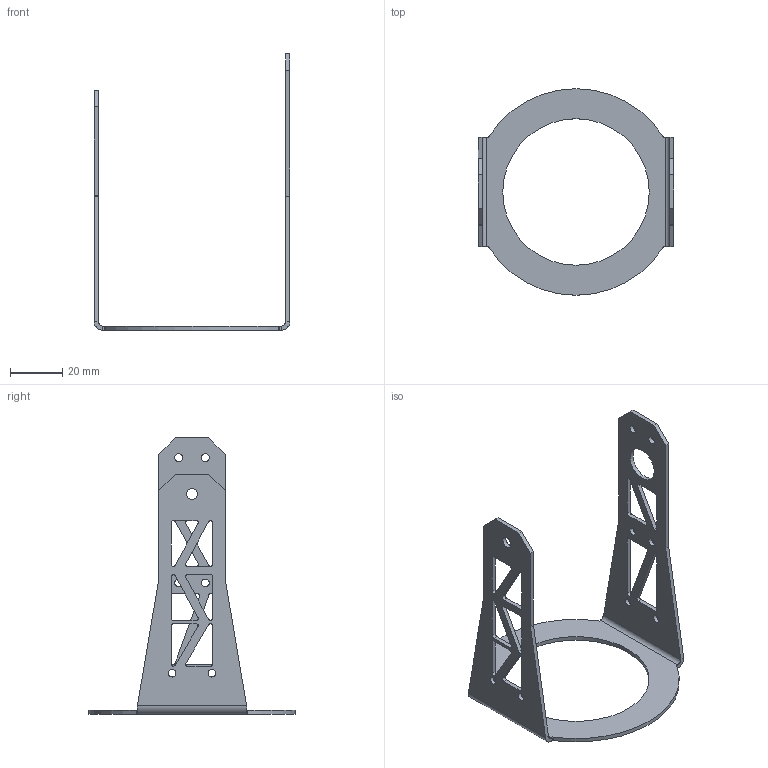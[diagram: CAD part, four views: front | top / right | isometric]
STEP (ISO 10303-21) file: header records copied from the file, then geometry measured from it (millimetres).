
FILE_DESCRIPTION(/* description */ (''),/* implementation_level */ '2;1');
FILE_NAME(/* name */ 'CS_PanPlate_M1-00017-M10.ipt.stp',/* time_stamp */ '2016-01-07T16:36:28-08:00',/* author */ ('Autodesk Inc.'),/* organization */ ('Autodesk Inc.'),/* preprocessor_version */ 'ST-DEVELOPER v16.1',/* originating_system */ 'Autodesk Inventor 2016',/* authorisation */ '');
FILE_SCHEMA (('AUTOMOTIVE_DESIGN { 1 0 10303 214 3 1 1 }'));
Length unit declared in the file: inch
Products named in the file (1): CS_PanPlate_M1-00017-M10
Bounding box: 74.5 x 78.74 x 105.41 mm (x, y, z)
Volume: 10506.9 mm3; surface area: 15480.3 mm2
Topology: 1 solids, 1 shells, 111 faces, 315 edges, 206 vertices
Faces by surface type: plane 54, cylinder 53, bspline 4
Full cylindrical faces by diameter (mm): 3 x8, 4.305 x1, 12.954 x1, 55.88 x1
Entity records: 3746 total; most frequent: CARTESIAN_POINT 730, DIRECTION 610, ORIENTED_EDGE 608, EDGE_CURVE 304, VERTEX_POINT 206, AXIS2_PLACEMENT_3D 206, LINE 198, VECTOR 198
